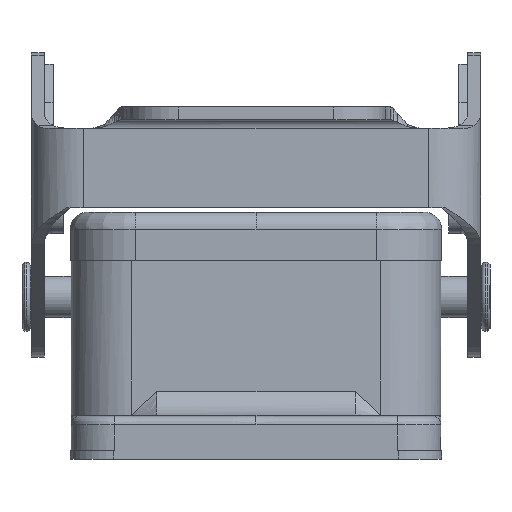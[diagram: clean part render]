
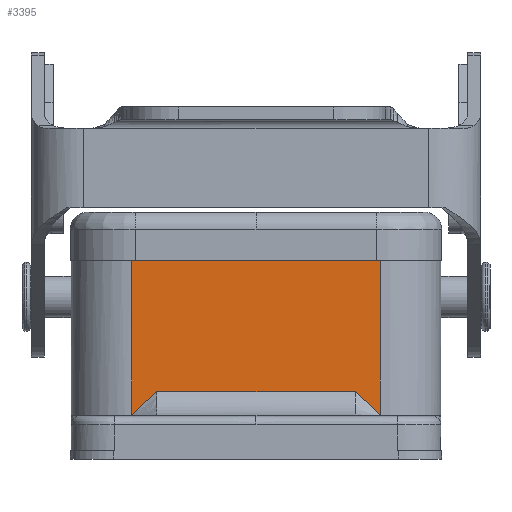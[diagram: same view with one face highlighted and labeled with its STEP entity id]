
A CAD part, left-side view. The second image highlights one B-rep face of the part: STEP entity #3395.
In plain terms, the highlighted planar face has unit normal (-1, 0, 0).
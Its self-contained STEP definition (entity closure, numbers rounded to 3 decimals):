
#723=B_SPLINE_CURVE_WITH_KNOTS('',3,(#17028,#17029,#17030,#17031),
 .UNSPECIFIED.,.F.,.F.,(4,4),(0.,1.),.UNSPECIFIED.);
#1110=FACE_OUTER_BOUND('',#4551,.T.);
#1469=LINE('',#14597,#2319);
#1837=LINE('',#17046,#2687);
#1839=LINE('',#17097,#2689);
#1845=LINE('',#17278,#2695);
#1846=LINE('',#17280,#2696);
#2319=VECTOR('',#12098,1.);
#2687=VECTOR('',#12848,1.);
#2689=VECTOR('',#12850,1.);
#2695=VECTOR('',#12882,1.);
#2696=VECTOR('',#12885,1.);
#3395=ADVANCED_FACE('',(#1110),#3911,.T.);
#3911=PLANE('',#11463);
#4551=EDGE_LOOP('',(#6243,#6244,#6245,#6246,#6247,#6248));
#6243=ORIENTED_EDGE('',*,*,#9964,.T.);
#6244=ORIENTED_EDGE('',*,*,#9963,.F.);
#6245=ORIENTED_EDGE('',*,*,#9317,.F.);
#6246=ORIENTED_EDGE('',*,*,#9936,.F.);
#6247=ORIENTED_EDGE('',*,*,#9931,.T.);
#6248=ORIENTED_EDGE('',*,*,#9927,.F.);
#8259=VERTEX_POINT('',#14596);
#8260=VERTEX_POINT('',#14598);
#8681=VERTEX_POINT('',#17032);
#8682=VERTEX_POINT('',#17033);
#8685=VERTEX_POINT('',#17047);
#8702=VERTEX_POINT('',#17276);
#9317=EDGE_CURVE('',#8259,#8260,#1469,.T.);
#9927=EDGE_CURVE('',#8681,#8682,#723,.T.);
#9931=EDGE_CURVE('',#8685,#8682,#1837,.T.);
#9936=EDGE_CURVE('',#8685,#8259,#1839,.T.);
#9963=EDGE_CURVE('',#8260,#8702,#1845,.T.);
#9964=EDGE_CURVE('',#8681,#8702,#1846,.T.);
#11463=AXIS2_PLACEMENT_3D('',#17281,#12886,#12887);
#12098=DIRECTION('',(0.,-1.,0.));
#12848=DIRECTION('',(0.,-0.727,0.686));
#12850=DIRECTION('',(0.,0.,1.));
#12882=DIRECTION('',(0.,0.,-1.));
#12885=DIRECTION('',(0.,-0.727,-0.686));
#12886=DIRECTION('',(-1.,0.,0.));
#12887=DIRECTION('',(0.,1.,0.));
#14596=CARTESIAN_POINT('',(-39.651,14.4,-2.249));
#14597=CARTESIAN_POINT('',(-39.651,14.4,-2.249));
#14598=CARTESIAN_POINT('',(-39.651,-14.4,-2.249));
#17028=CARTESIAN_POINT('',(-39.645,-11.5,-17.416));
#17029=CARTESIAN_POINT('',(-39.645,-3.833,-17.416));
#17030=CARTESIAN_POINT('',(-39.645,3.833,-17.416));
#17031=CARTESIAN_POINT('',(-39.645,11.5,-17.416));
#17032=CARTESIAN_POINT('',(-39.651,-11.5,-17.414));
#17033=CARTESIAN_POINT('',(-39.651,11.5,-17.414));
#17046=CARTESIAN_POINT('',(-39.651,14.4,-20.149));
#17047=CARTESIAN_POINT('',(-39.651,14.4,-20.149));
#17097=CARTESIAN_POINT('',(-39.651,14.4,-20.149));
#17276=CARTESIAN_POINT('',(-39.651,-14.4,-20.149));
#17278=CARTESIAN_POINT('',(-39.651,-14.4,-2.249));
#17280=CARTESIAN_POINT('',(-39.651,-11.5,-17.414));
#17281=CARTESIAN_POINT('',(-39.651,-14.801,-2.149));
